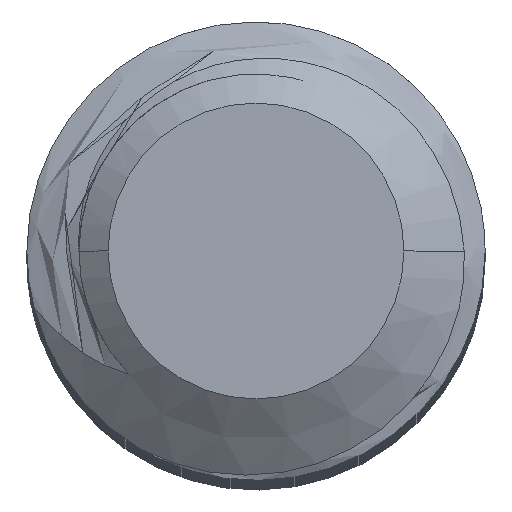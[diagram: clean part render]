
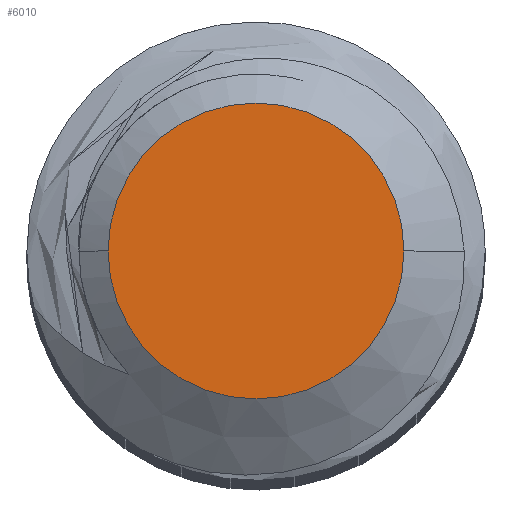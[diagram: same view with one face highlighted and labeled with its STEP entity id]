
A CAD part, top view. The second image highlights one B-rep face of the part: STEP entity #6010.
In plain terms, the highlighted planar face has unit normal (0, 0, 1).
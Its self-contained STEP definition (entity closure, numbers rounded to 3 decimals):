
#452 = DIRECTION ( 'NONE',  ( 0., 0., 1. ) ) ;
#751 = CARTESIAN_POINT ( 'NONE',  ( -1.291, 0., 0. ) ) ;
#1414 = EDGE_CURVE ( 'NONE', #7479, #2379, #14388, .T. ) ;
#2379 = VERTEX_POINT ( 'NONE', #751 ) ;
#2874 = DIRECTION ( 'NONE',  ( 1., 0., 0. ) ) ;
#3742 = EDGE_CURVE ( 'NONE', #2379, #7479, #13940, .T. ) ;
#3811 = AXIS2_PLACEMENT_3D ( 'NONE', #14452, #10405, #2874 ) ;
#4220 = PLANE ( 'NONE',  #15620 ) ;
#5443 = ORIENTED_EDGE ( 'NONE', *, *, #3742, .T. ) ;
#5448 = EDGE_LOOP ( 'NONE', ( #5443, #11416 ) ) ;
#6010 = ADVANCED_FACE ( 'NONE', ( #6084 ), #4220, .T. ) ;
#6084 = FACE_OUTER_BOUND ( 'NONE', #5448, .T. ) ;
#7479 = VERTEX_POINT ( 'NONE', #10900 ) ;
#8077 = DIRECTION ( 'NONE',  ( 1., 0., 0. ) ) ;
#10045 = AXIS2_PLACEMENT_3D ( 'NONE', #14107, #11675, #12873 ) ;
#10405 = DIRECTION ( 'NONE',  ( 0., 0., 1. ) ) ;
#10900 = CARTESIAN_POINT ( 'NONE',  ( 1.291, 0., 0. ) ) ;
#11416 = ORIENTED_EDGE ( 'NONE', *, *, #1414, .T. ) ;
#11675 = DIRECTION ( 'NONE',  ( 0., 0., 1. ) ) ;
#11879 = CARTESIAN_POINT ( 'NONE',  ( 0., 0., 0. ) ) ;
#12873 = DIRECTION ( 'NONE',  ( 1., 0., 0. ) ) ;
#13940 = CIRCLE ( 'NONE', #10045, 1.291 ) ;
#14107 = CARTESIAN_POINT ( 'NONE',  ( 0., 0., 0. ) ) ;
#14388 = CIRCLE ( 'NONE', #3811, 1.291 ) ;
#14452 = CARTESIAN_POINT ( 'NONE',  ( 0., 0., 0. ) ) ;
#15620 = AXIS2_PLACEMENT_3D ( 'NONE', #11879, #452, #8077 ) ;
